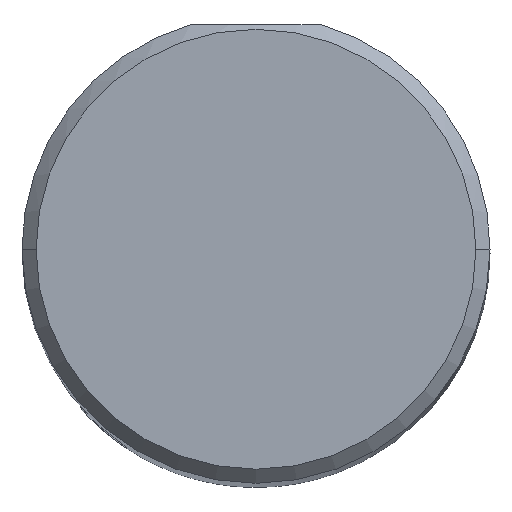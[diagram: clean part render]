
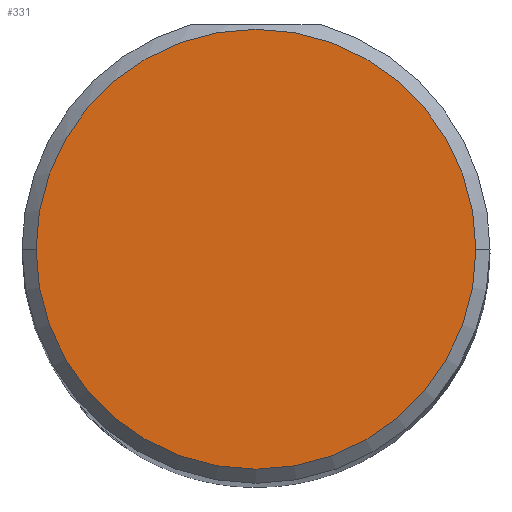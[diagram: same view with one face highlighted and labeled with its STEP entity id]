
A CAD part, top view. The second image highlights one B-rep face of the part: STEP entity #331.
In plain terms, the highlighted planar face has unit normal (0, 0, 1).
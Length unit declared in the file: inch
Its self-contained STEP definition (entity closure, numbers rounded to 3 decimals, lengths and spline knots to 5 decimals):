
#32 = DIRECTION ( 'NONE',  ( 0., 0., 1. ) ) ;
#114 = FACE_OUTER_BOUND ( 'NONE', #503, .T. ) ;
#164 = AXIS2_PLACEMENT_3D ( 'NONE', #558, #502, #179 ) ;
#179 = DIRECTION ( 'NONE',  ( 1., 0., 0. ) ) ;
#245 = CIRCLE ( 'NONE', #449, 0.235 ) ;
#331 = ADVANCED_FACE ( 'NONE', ( #114 ), #661, .T. ) ;
#357 = CARTESIAN_POINT ( 'NONE',  ( 0., 0., 3. ) ) ;
#376 = CARTESIAN_POINT ( 'NONE',  ( 0., 0., 3. ) ) ;
#414 = DIRECTION ( 'NONE',  ( 1., 0., 0. ) ) ;
#432 = DIRECTION ( 'NONE',  ( 1., 0., 0. ) ) ;
#449 = AXIS2_PLACEMENT_3D ( 'NONE', #376, #32, #432 ) ;
#453 = CARTESIAN_POINT ( 'NONE',  ( -0.235, 0., 3. ) ) ;
#478 = VERTEX_POINT ( 'NONE', #629 ) ;
#502 = DIRECTION ( 'NONE',  ( 0., 0., 1. ) ) ;
#503 = EDGE_LOOP ( 'NONE', ( #555, #556 ) ) ;
#514 = EDGE_CURVE ( 'NONE', #730, #478, #549, .T. ) ;
#549 = CIRCLE ( 'NONE', #584, 0.235 ) ;
#555 = ORIENTED_EDGE ( 'NONE', *, *, #514, .T. ) ;
#556 = ORIENTED_EDGE ( 'NONE', *, *, #567, .T. ) ;
#558 = CARTESIAN_POINT ( 'NONE',  ( 0., 0., 3. ) ) ;
#567 = EDGE_CURVE ( 'NONE', #478, #730, #245, .T. ) ;
#584 = AXIS2_PLACEMENT_3D ( 'NONE', #357, #633, #414 ) ;
#629 = CARTESIAN_POINT ( 'NONE',  ( 0.235, 0., 3. ) ) ;
#633 = DIRECTION ( 'NONE',  ( 0., 0., 1. ) ) ;
#661 = PLANE ( 'NONE',  #164 ) ;
#730 = VERTEX_POINT ( 'NONE', #453 ) ;
